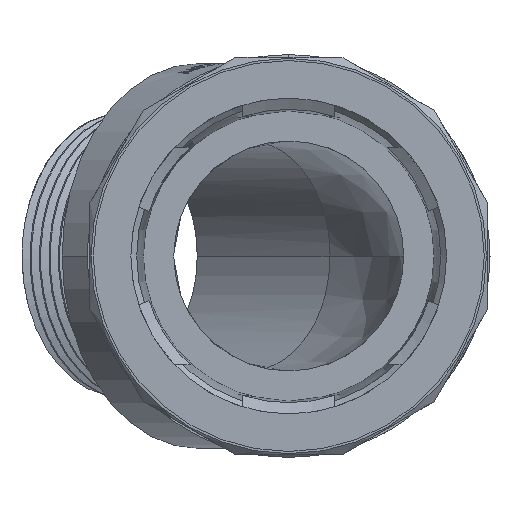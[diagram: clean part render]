
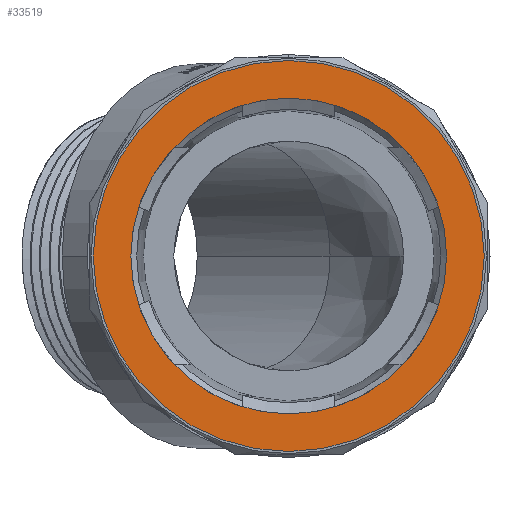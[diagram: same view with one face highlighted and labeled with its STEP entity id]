
A CAD part, front view. The second image highlights one B-rep face of the part: STEP entity #33519.
In plain terms, the highlighted planar face has unit normal (0, -1, 0).
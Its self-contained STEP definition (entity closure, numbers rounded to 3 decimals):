
#17328 = PLANE ( 'NONE',  #17505 ) ;
#17335 = FACE_OUTER_BOUND ( 'NONE', #33521, .T. ) ;
#17341 = FACE_BOUND ( 'NONE', #33528, .T. ) ;
#17499 = DIRECTION ( 'NONE',  ( -1., 0., 0. ) ) ;
#17502 = DIRECTION ( 'NONE',  ( 0., 1., 0. ) ) ;
#17503 = CARTESIAN_POINT ( 'NONE',  ( 21.85, -5.887, 0. ) ) ;
#17505 = AXIS2_PLACEMENT_3D ( 'NONE', #17503, #17502, #17499 ) ;
#17718 = CARTESIAN_POINT ( 'NONE',  ( 0., -5.887, 0. ) ) ;
#17861 = DIRECTION ( 'NONE',  ( -1., 0., 0. ) ) ;
#17862 = DIRECTION ( 'NONE',  ( 0., 1., 0. ) ) ;
#17863 = AXIS2_PLACEMENT_3D ( 'NONE', #17718, #17862, #17861 ) ;
#17865 = CIRCLE ( 'NONE', #17863, 21.85 ) ;
#33519 = ADVANCED_FACE ( 'NONE', ( #17335, #17341 ), #17328, .F. ) ;
#33521 = EDGE_LOOP ( 'NONE', ( #33523, #33525 ) ) ;
#33523 = ORIENTED_EDGE ( 'NONE', *, *, #63831, .F. ) ;
#33525 = ORIENTED_EDGE ( 'NONE', *, *, #33647, .F. ) ;
#33528 = EDGE_LOOP ( 'NONE', ( #33532, #33533 ) ) ;
#33532 = ORIENTED_EDGE ( 'NONE', *, *, #63989, .T. ) ;
#33533 = ORIENTED_EDGE ( 'NONE', *, *, #63971, .T. ) ;
#33647 = EDGE_CURVE ( 'NONE', #63934, #63832, #17865, .T. ) ;
#63831 = EDGE_CURVE ( 'NONE', #63832, #63934, #96056, .T. ) ;
#63832 = VERTEX_POINT ( 'NONE', #96050 ) ;
#63934 = VERTEX_POINT ( 'NONE', #96355 ) ;
#63971 = EDGE_CURVE ( 'NONE', #63972, #63974, #96490, .T. ) ;
#63972 = VERTEX_POINT ( 'NONE', #96610 ) ;
#63974 = VERTEX_POINT ( 'NONE', #96608 ) ;
#63989 = EDGE_CURVE ( 'NONE', #63974, #63972, #96579, .T. ) ;
#96050 = CARTESIAN_POINT ( 'NONE',  ( -21.85, -5.887, 0. ) ) ;
#96051 = DIRECTION ( 'NONE',  ( -1., 0., 0. ) ) ;
#96053 = DIRECTION ( 'NONE',  ( 0., 1., 0. ) ) ;
#96054 = CARTESIAN_POINT ( 'NONE',  ( 0., -5.887, 0. ) ) ;
#96055 = AXIS2_PLACEMENT_3D ( 'NONE', #96054, #96053, #96051 ) ;
#96056 = CIRCLE ( 'NONE', #96055, 21.85 ) ;
#96355 = CARTESIAN_POINT ( 'NONE',  ( 21.85, -5.887, 0. ) ) ;
#96485 = DIRECTION ( 'NONE',  ( -1., 0., 0. ) ) ;
#96486 = DIRECTION ( 'NONE',  ( 0., 1., 0. ) ) ;
#96487 = CARTESIAN_POINT ( 'NONE',  ( 0., -5.887, 0. ) ) ;
#96488 = AXIS2_PLACEMENT_3D ( 'NONE', #96487, #96486, #96485 ) ;
#96490 = CIRCLE ( 'NONE', #96488, 17.65 ) ;
#96564 = DIRECTION ( 'NONE',  ( -1., 0., 0. ) ) ;
#96566 = DIRECTION ( 'NONE',  ( 0., 1., 0. ) ) ;
#96567 = CARTESIAN_POINT ( 'NONE',  ( 0., -5.887, 0. ) ) ;
#96568 = AXIS2_PLACEMENT_3D ( 'NONE', #96567, #96566, #96564 ) ;
#96579 = CIRCLE ( 'NONE', #96568, 17.65 ) ;
#96608 = CARTESIAN_POINT ( 'NONE',  ( -17.65, -5.887, 0. ) ) ;
#96610 = CARTESIAN_POINT ( 'NONE',  ( 17.65, -5.887, 0. ) ) ;
